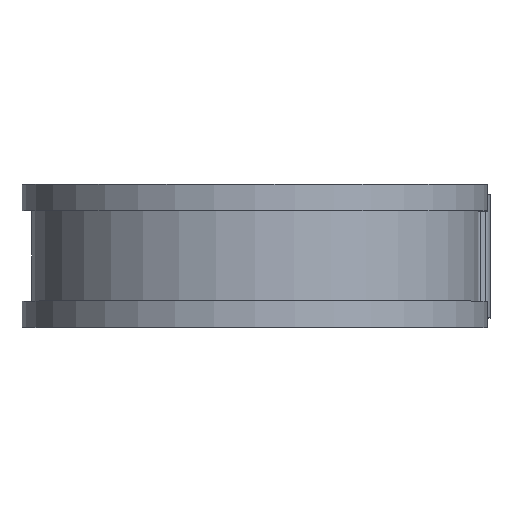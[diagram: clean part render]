
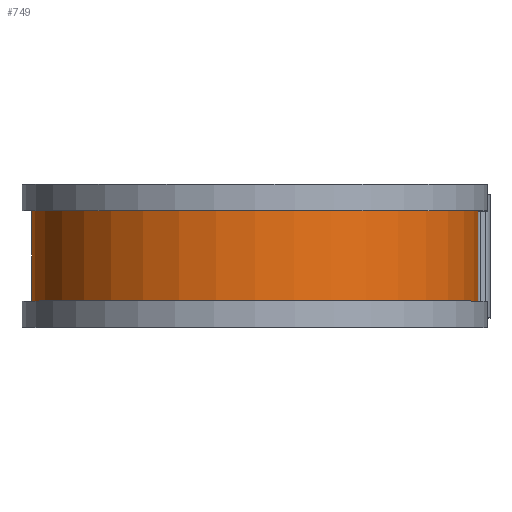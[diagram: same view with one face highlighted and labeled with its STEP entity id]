
A CAD part, top view. The second image highlights one B-rep face of the part: STEP entity #749.
In plain terms, the highlighted cylindrical face has radius 34.493 mm (diameter 68.986 mm), a partial arc.
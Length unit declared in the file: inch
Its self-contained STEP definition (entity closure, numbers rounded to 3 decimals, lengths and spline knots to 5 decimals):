
#12 = ORIENTED_EDGE ( 'NONE', *, *, #1046, .T. ) ;
#26 = DIRECTION ( 'NONE',  ( 0., -1., 0. ) ) ;
#34 = VECTOR ( 'NONE', #26, 39.37008 ) ;
#54 = CARTESIAN_POINT ( 'NONE',  ( 0., 0.375, -1.358 ) ) ;
#144 = CIRCLE ( 'NONE', #1373, 1.358 ) ;
#165 = VERTEX_POINT ( 'NONE', #697 ) ;
#176 = DIRECTION ( 'NONE',  ( 0., 0., -1. ) ) ;
#259 = ORIENTED_EDGE ( 'NONE', *, *, #781, .F. ) ;
#283 = EDGE_CURVE ( 'NONE', #885, #165, #806, .T. ) ;
#403 = CIRCLE ( 'NONE', #428, 1.358 ) ;
#405 = VECTOR ( 'NONE', #824, 39.37008 ) ;
#428 = AXIS2_PLACEMENT_3D ( 'NONE', #1379, #1404, #1104 ) ;
#429 = LINE ( 'NONE', #846, #405 ) ;
#447 = DIRECTION ( 'NONE',  ( 0., -1., 0. ) ) ;
#474 = CARTESIAN_POINT ( 'NONE',  ( 0., 0.275, 0. ) ) ;
#495 = CYLINDRICAL_SURFACE ( 'NONE', #1398, 1.358 ) ;
#507 = FACE_OUTER_BOUND ( 'NONE', #890, .T. ) ;
#579 = DIRECTION ( 'NONE',  ( 0., -1., 0. ) ) ;
#587 = CARTESIAN_POINT ( 'NONE',  ( 0., 0.375, 0. ) ) ;
#697 = CARTESIAN_POINT ( 'NONE',  ( 0., -0.275, -1.358 ) ) ;
#749 = ADVANCED_FACE ( 'NONE', ( #507 ), #495, .T. ) ;
#781 = EDGE_CURVE ( 'NONE', #1483, #834, #429, .T. ) ;
#806 = LINE ( 'NONE', #54, #34 ) ;
#824 = DIRECTION ( 'NONE',  ( 0., -1., 0. ) ) ;
#828 = EDGE_CURVE ( 'NONE', #834, #165, #403, .T. ) ;
#834 = VERTEX_POINT ( 'NONE', #1220 ) ;
#846 = CARTESIAN_POINT ( 'NONE',  ( 1.358, 0.375, 0. ) ) ;
#858 = CARTESIAN_POINT ( 'NONE',  ( 0., 0.275, -1.358 ) ) ;
#885 = VERTEX_POINT ( 'NONE', #858 ) ;
#890 = EDGE_LOOP ( 'NONE', ( #259, #12, #1057, #1355 ) ) ;
#1046 = EDGE_CURVE ( 'NONE', #1483, #885, #144, .T. ) ;
#1057 = ORIENTED_EDGE ( 'NONE', *, *, #283, .T. ) ;
#1082 = CARTESIAN_POINT ( 'NONE',  ( 1.358, 0.275, 0. ) ) ;
#1104 = DIRECTION ( 'NONE',  ( 0., 0., -1. ) ) ;
#1220 = CARTESIAN_POINT ( 'NONE',  ( 1.358, -0.275, 0. ) ) ;
#1355 = ORIENTED_EDGE ( 'NONE', *, *, #828, .F. ) ;
#1373 = AXIS2_PLACEMENT_3D ( 'NONE', #474, #447, #176 ) ;
#1379 = CARTESIAN_POINT ( 'NONE',  ( 0., -0.275, 0. ) ) ;
#1398 = AXIS2_PLACEMENT_3D ( 'NONE', #587, #579, #1754 ) ;
#1404 = DIRECTION ( 'NONE',  ( 0., -1., 0. ) ) ;
#1483 = VERTEX_POINT ( 'NONE', #1082 ) ;
#1754 = DIRECTION ( 'NONE',  ( 0., 0., -1. ) ) ;
